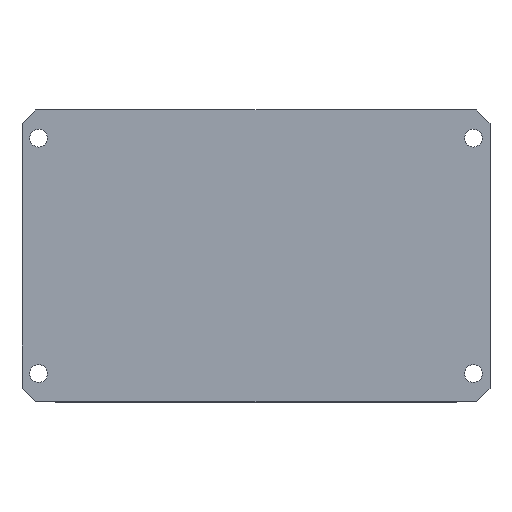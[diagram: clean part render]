
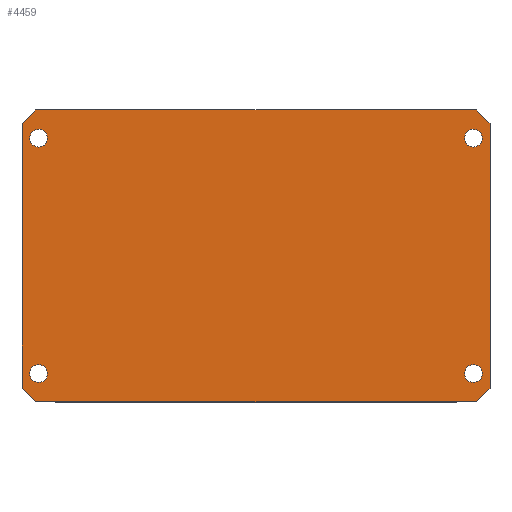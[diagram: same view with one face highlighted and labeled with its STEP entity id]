
A CAD part, top view. The second image highlights one B-rep face of the part: STEP entity #4459.
In plain terms, the highlighted planar face has unit normal (0, 0, 1).
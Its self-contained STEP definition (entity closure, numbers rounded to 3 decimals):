
#4459=ADVANCED_FACE('',(#11299,#11301,#11303,#11305,#11307),#11309,.T.);
#11299=FACE_BOUND('',#11300,.T.);
#11300=EDGE_LOOP('',(#16695,#16696,#16697,#16698,#16699,#16700,#16701,#16702));
#11301=FACE_BOUND('',#11302,.T.);
#11302=EDGE_LOOP('',(#16703));
#11303=FACE_BOUND('',#11304,.T.);
#11304=EDGE_LOOP('',(#16704));
#11305=FACE_BOUND('',#11306,.T.);
#11306=EDGE_LOOP('',(#16705));
#11307=FACE_BOUND('',#11308,.T.);
#11308=EDGE_LOOP('',(#16706));
#11309=PLANE('',#11310);
#11310=AXIS2_PLACEMENT_3D('',#11311,#11312,#11313);
#11311=CARTESIAN_POINT('',(0.,0.,12.85));
#11312=DIRECTION('',(0.,0.,1.));
#11313=DIRECTION('',(1.,0.,0.));
#16695=ORIENTED_EDGE('',*,*,#20336,.F.);
#16696=ORIENTED_EDGE('',*,*,#19003,.T.);
#16697=ORIENTED_EDGE('',*,*,#20675,.F.);
#16698=ORIENTED_EDGE('',*,*,#20676,.T.);
#16699=ORIENTED_EDGE('',*,*,#20677,.F.);
#16700=ORIENTED_EDGE('',*,*,#20678,.T.);
#16701=ORIENTED_EDGE('',*,*,#20679,.F.);
#16702=ORIENTED_EDGE('',*,*,#20680,.T.);
#16703=ORIENTED_EDGE('',*,*,#20681,.T.);
#16704=ORIENTED_EDGE('',*,*,#20682,.T.);
#16705=ORIENTED_EDGE('',*,*,#20683,.T.);
#16706=ORIENTED_EDGE('',*,*,#20684,.T.);
#19003=EDGE_CURVE('',#21568,#21580,#21582,.T.);
#20336=EDGE_CURVE('',#21568,#23768,#23771,.F.);
#20675=EDGE_CURVE('',#24441,#21580,#24443,.F.);
#20676=EDGE_CURVE('',#24441,#24444,#24445,.T.);
#20677=EDGE_CURVE('',#24446,#24444,#24447,.F.);
#20678=EDGE_CURVE('',#24446,#24448,#24449,.T.);
#20679=EDGE_CURVE('',#24450,#24448,#24451,.F.);
#20680=EDGE_CURVE('',#24450,#23768,#24452,.T.);
#20681=EDGE_CURVE('',#24453,#24453,#24454,.T.);
#20682=EDGE_CURVE('',#24455,#24455,#24456,.T.);
#20683=EDGE_CURVE('',#24457,#24457,#24458,.T.);
#20684=EDGE_CURVE('',#24459,#24459,#24460,.T.);
#21568=VERTEX_POINT('',#25957);
#21580=VERTEX_POINT('',#25981);
#21582=LINE('',#25985,#25986);
#23768=VERTEX_POINT('',#31381);
#23771=LINE('',#31388,#31389);
#24441=VERTEX_POINT('',#32883);
#24443=LINE('',#32887,#32888);
#24444=VERTEX_POINT('',#32890);
#24445=LINE('',#32891,#32892);
#24446=VERTEX_POINT('',#32894);
#24447=LINE('',#32895,#32896);
#24448=VERTEX_POINT('',#32898);
#24449=LINE('',#32899,#32900);
#24450=VERTEX_POINT('',#32902);
#24451=LINE('',#32903,#32904);
#24452=LINE('',#32906,#32907);
#24453=VERTEX_POINT('',#32909);
#24454=CIRCLE('',#32910,1.6);
#24455=VERTEX_POINT('',#32914);
#24456=CIRCLE('',#32915,1.6);
#24457=VERTEX_POINT('',#32919);
#24458=CIRCLE('',#32920,1.6);
#24459=VERTEX_POINT('',#32924);
#24460=CIRCLE('',#32925,1.6);
#25957=CARTESIAN_POINT('',(39.75,26.35,12.85));
#25981=CARTESIAN_POINT('',(-39.75,26.35,12.85));
#25985=CARTESIAN_POINT('',(39.75,26.35,12.85));
#25986=VECTOR('',#25987,1.);
#25987=DIRECTION('',(-1.,0.,0.));
#31381=CARTESIAN_POINT('',(42.25,23.85,12.85));
#31388=CARTESIAN_POINT('',(42.25,23.85,12.85));
#31389=VECTOR('',#31390,1.);
#31390=DIRECTION('',(-0.707,0.707,0.));
#32883=CARTESIAN_POINT('',(-42.25,23.85,12.85));
#32887=CARTESIAN_POINT('',(-39.75,26.35,12.85));
#32888=VECTOR('',#32889,1.);
#32889=DIRECTION('',(-0.707,-0.707,0.));
#32890=CARTESIAN_POINT('',(-42.25,-23.85,12.85));
#32891=CARTESIAN_POINT('',(-42.25,23.85,12.85));
#32892=VECTOR('',#32893,1.);
#32893=DIRECTION('',(0.,-1.,0.));
#32894=CARTESIAN_POINT('',(-39.75,-26.35,12.85));
#32895=CARTESIAN_POINT('',(-42.25,-23.85,12.85));
#32896=VECTOR('',#32897,1.);
#32897=DIRECTION('',(0.707,-0.707,0.));
#32898=CARTESIAN_POINT('',(39.75,-26.35,12.85));
#32899=CARTESIAN_POINT('',(-39.75,-26.35,12.85));
#32900=VECTOR('',#32901,1.);
#32901=DIRECTION('',(1.,0.,0.));
#32902=CARTESIAN_POINT('',(42.25,-23.85,12.85));
#32903=CARTESIAN_POINT('',(39.75,-26.35,12.85));
#32904=VECTOR('',#32905,1.);
#32905=DIRECTION('',(0.707,0.707,0.));
#32906=CARTESIAN_POINT('',(42.25,-23.85,12.85));
#32907=VECTOR('',#32908,1.);
#32908=DIRECTION('',(0.,1.,0.));
#32909=CARTESIAN_POINT('',(37.65,-21.25,12.85));
#32910=AXIS2_PLACEMENT_3D('',#32911,#32912,#32913);
#32911=CARTESIAN_POINT('',(39.25,-21.25,12.85));
#32912=DIRECTION('',(-0.,-0.,-1.));
#32913=DIRECTION('',(-1.,0.,0.));
#32914=CARTESIAN_POINT('',(37.65,21.25,12.85));
#32915=AXIS2_PLACEMENT_3D('',#32916,#32917,#32918);
#32916=CARTESIAN_POINT('',(39.25,21.25,12.85));
#32917=DIRECTION('',(-0.,-0.,-1.));
#32918=DIRECTION('',(-1.,0.,0.));
#32919=CARTESIAN_POINT('',(-40.85,-21.25,12.85));
#32920=AXIS2_PLACEMENT_3D('',#32921,#32922,#32923);
#32921=CARTESIAN_POINT('',(-39.25,-21.25,12.85));
#32922=DIRECTION('',(-0.,-0.,-1.));
#32923=DIRECTION('',(-1.,0.,0.));
#32924=CARTESIAN_POINT('',(-40.85,21.25,12.85));
#32925=AXIS2_PLACEMENT_3D('',#32926,#32927,#32928);
#32926=CARTESIAN_POINT('',(-39.25,21.25,12.85));
#32927=DIRECTION('',(-0.,-0.,-1.));
#32928=DIRECTION('',(-1.,0.,0.));
